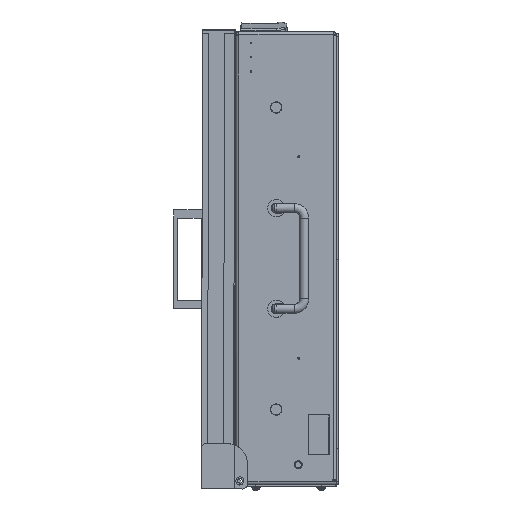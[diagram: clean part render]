
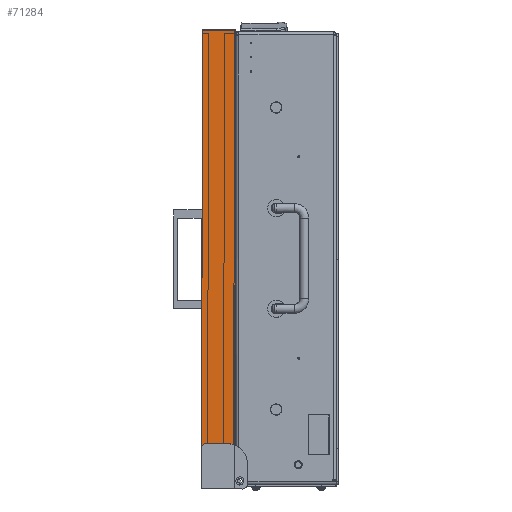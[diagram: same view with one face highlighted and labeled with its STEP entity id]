
A CAD part, left-side view. The second image highlights one B-rep face of the part: STEP entity #71284.
In plain terms, the highlighted planar face has unit normal (-1, 0, 0).
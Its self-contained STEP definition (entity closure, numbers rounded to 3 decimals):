
#3641 = DIRECTION ( 'NONE',  ( 1., 0., 0. ) ) ;
#4731 = VERTEX_POINT ( 'NONE', #20328 ) ;
#4741 = DIRECTION ( 'NONE',  ( 0., 1., 0. ) ) ;
#5154 = DIRECTION ( 'NONE',  ( 0., 0., 1. ) ) ;
#5915 = LINE ( 'NONE', #68156, #51449 ) ;
#6711 = EDGE_CURVE ( 'NONE', #60453, #35429, #10407, .T. ) ;
#10407 = LINE ( 'NONE', #44374, #38930 ) ;
#10594 = EDGE_CURVE ( 'NONE', #49232, #43899, #5915, .T. ) ;
#11018 = ORIENTED_EDGE ( 'NONE', *, *, #28182, .F. ) ;
#11888 = DIRECTION ( 'NONE',  ( -1., 0., 0. ) ) ;
#14929 = ORIENTED_EDGE ( 'NONE', *, *, #6711, .F. ) ;
#14948 = EDGE_CURVE ( 'NONE', #35429, #43899, #17863, .T. ) ;
#16045 = CARTESIAN_POINT ( 'NONE',  ( -277.5, 7., -183. ) ) ;
#17863 = LINE ( 'NONE', #68202, #32887 ) ;
#20146 = CIRCLE ( 'NONE', #34447, 20. ) ;
#20328 = CARTESIAN_POINT ( 'NONE',  ( -277.5, 28., -183. ) ) ;
#21316 = CARTESIAN_POINT ( 'NONE',  ( -277.5, 33., -188. ) ) ;
#21335 = CARTESIAN_POINT ( 'NONE',  ( -277.5, 28., -188. ) ) ;
#21590 = CARTESIAN_POINT ( 'NONE',  ( -277.5, 7., -203. ) ) ;
#21711 = DIRECTION ( 'NONE',  ( 0., 0., -1. ) ) ;
#22325 = DIRECTION ( 'NONE',  ( 0., 0., 1. ) ) ;
#22644 = CARTESIAN_POINT ( 'NONE',  ( -277.5, 33., -183. ) ) ;
#25994 = DIRECTION ( 'NONE',  ( 0., 0., -1. ) ) ;
#26745 = CARTESIAN_POINT ( 'NONE',  ( -277.5, 33., -228. ) ) ;
#27496 = LINE ( 'NONE', #22644, #35875 ) ;
#28182 = EDGE_CURVE ( 'NONE', #49232, #44232, #20146, .T. ) ;
#32447 = ORIENTED_EDGE ( 'NONE', *, *, #65615, .T. ) ;
#32887 = VECTOR ( 'NONE', #35785, 1000. ) ;
#34447 = AXIS2_PLACEMENT_3D ( 'NONE', #21590, #11888, #25994 ) ;
#35002 = ORIENTED_EDGE ( 'NONE', *, *, #10594, .T. ) ;
#35429 = VERTEX_POINT ( 'NONE', #62886 ) ;
#35785 = DIRECTION ( 'NONE',  ( 0., -1., 0. ) ) ;
#35875 = VECTOR ( 'NONE', #4741, 1000. ) ;
#38698 = FACE_OUTER_BOUND ( 'NONE', #68112, .T. ) ;
#38896 = CARTESIAN_POINT ( 'NONE',  ( -277.5, 0., 228. ) ) ;
#38930 = VECTOR ( 'NONE', #22325, 1000. ) ;
#40062 = ORIENTED_EDGE ( 'NONE', *, *, #50330, .F. ) ;
#43899 = VERTEX_POINT ( 'NONE', #38896 ) ;
#44232 = VERTEX_POINT ( 'NONE', #16045 ) ;
#44311 = DIRECTION ( 'NONE',  ( 0., 0., -1. ) ) ;
#44374 = CARTESIAN_POINT ( 'NONE',  ( -277.5, 33., -228. ) ) ;
#45009 = ORIENTED_EDGE ( 'NONE', *, *, #14948, .F. ) ;
#49232 = VERTEX_POINT ( 'NONE', #70608 ) ;
#50330 = EDGE_CURVE ( 'NONE', #44232, #4731, #27496, .T. ) ;
#51449 = VECTOR ( 'NONE', #5154, 1000. ) ;
#56114 = CIRCLE ( 'NONE', #68031, 5. ) ;
#56337 = AXIS2_PLACEMENT_3D ( 'NONE', #26745, #3641, #44311 ) ;
#60453 = VERTEX_POINT ( 'NONE', #21316 ) ;
#62886 = CARTESIAN_POINT ( 'NONE',  ( -277.5, 33., 228. ) ) ;
#65615 = EDGE_CURVE ( 'NONE', #60453, #4731, #56114, .T. ) ;
#68031 = AXIS2_PLACEMENT_3D ( 'NONE', #21335, #72070, #21711 ) ;
#68112 = EDGE_LOOP ( 'NONE', ( #11018, #35002, #45009, #14929, #32447, #40062 ) ) ;
#68156 = CARTESIAN_POINT ( 'NONE',  ( -277.5, 0., -228. ) ) ;
#68202 = CARTESIAN_POINT ( 'NONE',  ( -277.5, 33., 228. ) ) ;
#70608 = CARTESIAN_POINT ( 'NONE',  ( -277.5, 0., -184.265 ) ) ;
#71284 = ADVANCED_FACE ( 'NONE', ( #38698 ), #72612, .F. ) ;
#72070 = DIRECTION ( 'NONE',  ( 1., 0., 0. ) ) ;
#72612 = PLANE ( 'NONE',  #56337 ) ;
